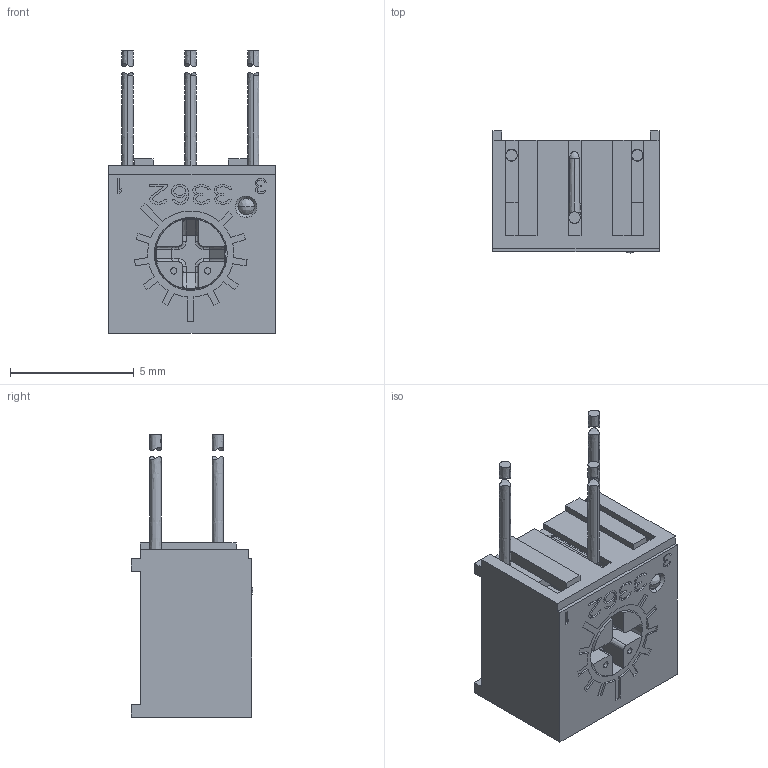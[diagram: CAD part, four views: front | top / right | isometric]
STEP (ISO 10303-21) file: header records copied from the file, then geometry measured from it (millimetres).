
FILE_DESCRIPTION((''),'2;1');
FILE_NAME('3362W001_ASM','2011-01-07T',('minhn'),('Bourns, Inc.'),'PRO/ENGINEER BY PARAMETRIC TECHNOLOGY CORPORATION, 2001200','PRO/ENGINEER BY PARAMETRIC TECHNOLOGY CORPORATION, 2001200','');
FILE_SCHEMA(('AUTOMOTIVE_DESIGN_CC2 { 1 2 10303 214 -1 1 5 2 }'));
Length unit declared in the file: inch
Products named in the file (2): 33756-71002; 3362W001_ASM
Assembly tree (1 placements, depth 2):
  3362W001_ASM
    33756-71002
Bounding box: 6.71 x 4.93 x 11.4 mm (x, y, z)
Volume: 193.6 mm3; surface area: 374.2 mm2
Topology: 4 solids, 6 shells, 538 faces, 1480 edges, 964 vertices
Faces by surface type: bspline 538
Entity records: 24295 total; most frequent: CARTESIAN_POINT 7817, ORIENTED_EDGE 2948, DIRECTION 1640, PRESENTATION_STYLE_ASSIGNMENT 1478, STYLED_ITEM 1478, CURVE_STYLE 1474, EDGE_CURVE 1474, VECTOR 1202
